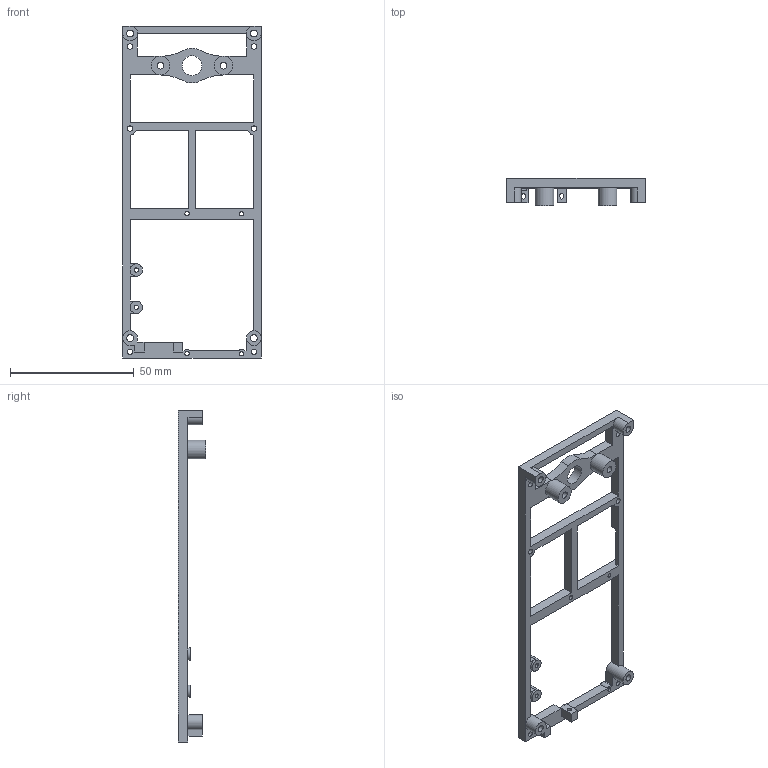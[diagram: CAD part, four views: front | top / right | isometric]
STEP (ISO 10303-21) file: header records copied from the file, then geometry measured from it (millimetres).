
FILE_DESCRIPTION(/* description */ (''),/* implementation_level */ '2;1');
FILE_NAME(/* name */ 'Frame.step',/* time_stamp */ '2022-11-23T17:44:46Z',/* author */ (''),/* organization */ (''),/* preprocessor_version */ 'ST-DEVELOPER v19.2',/* originating_system */ 'Autodesk Translation Framework v11.17.0.187',/* authorisation */ '');
FILE_SCHEMA (('AUTOMOTIVE_DESIGN { 1 0 10303 214 3 1 1 }'));
Length unit declared in the file: millimetre
Products named in the file (1): Frame
Bounding box: 56 x 11.25 x 134 mm (x, y, z)
Volume: 9568.1 mm3; surface area: 10361.5 mm2
Topology: 1 solids, 1 shells, 105 faces, 305 edges, 200 vertices
Faces by surface type: plane 66, cylinder 39
Full cylindrical faces by diameter (mm): 1.75 x6, 2.2 x6, 2.75 x6, 5 x2, 6 x1, 7.5 x2, 8 x1
Entity records: 3606 total; most frequent: CARTESIAN_POINT 611, ORIENTED_EDGE 610, DIRECTION 607, EDGE_CURVE 305, LINE 215, VECTOR 215, VERTEX_POINT 200, AXIS2_PLACEMENT_3D 196
